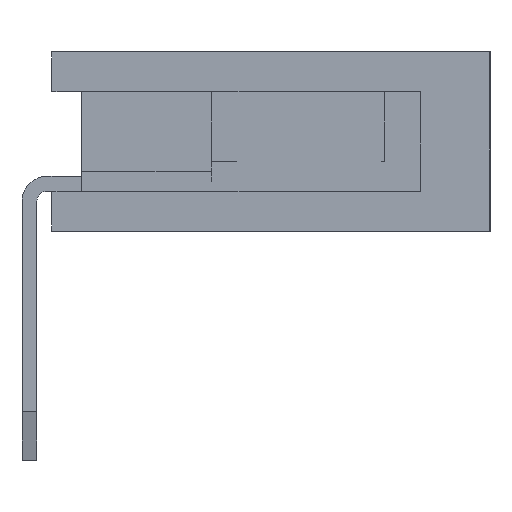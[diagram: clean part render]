
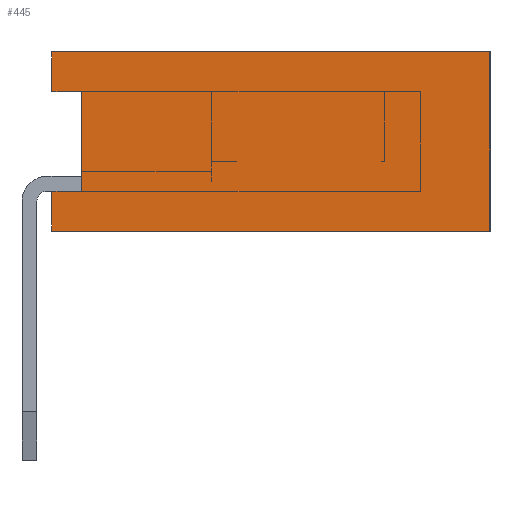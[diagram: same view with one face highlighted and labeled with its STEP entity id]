
A CAD part, left-side view. The second image highlights one B-rep face of the part: STEP entity #445.
In plain terms, the highlighted planar face has unit normal (-1, 0, 0).
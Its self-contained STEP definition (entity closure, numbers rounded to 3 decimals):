
#445=ADVANCED_FACE('',(#17511),#17513,.T.);
#17511=FACE_BOUND('',#17512,.T.);
#17512=EDGE_LOOP('',(#31157,#31158,#31159,#31160,#31161,#31162,#31163,#31164));
#17513=PLANE('',#17514);
#17514=AXIS2_PLACEMENT_3D('',#17515,#17516,#17517);
#17515=CARTESIAN_POINT('',(-0.635,-4.625,0.));
#17516=DIRECTION('',(-1.,0.,0.));
#17517=DIRECTION('',(0.,0.,1.));
#31157=ORIENTED_EDGE('',*,*,#41229,.T.);
#31158=ORIENTED_EDGE('',*,*,#41369,.T.);
#31159=ORIENTED_EDGE('',*,*,#41094,.T.);
#31160=ORIENTED_EDGE('',*,*,#41368,.F.);
#31161=ORIENTED_EDGE('',*,*,#41370,.F.);
#31162=ORIENTED_EDGE('',*,*,#41371,.T.);
#31163=ORIENTED_EDGE('',*,*,#41372,.T.);
#31164=ORIENTED_EDGE('',*,*,#41363,.F.);
#41094=EDGE_CURVE('',#46208,#46205,#46209,.F.);
#41229=EDGE_CURVE('',#46478,#46476,#46479,.F.);
#41363=EDGE_CURVE('',#46478,#46739,#46740,.T.);
#41368=EDGE_CURVE('',#46746,#46205,#46748,.T.);
#41369=EDGE_CURVE('',#46476,#46208,#46749,.T.);
#41370=EDGE_CURVE('',#46750,#46746,#46751,.T.);
#41371=EDGE_CURVE('',#46750,#46752,#46753,.T.);
#41372=EDGE_CURVE('',#46752,#46739,#46754,.T.);
#46205=VERTEX_POINT('',#54597);
#46208=VERTEX_POINT('',#54602);
#46209=LINE('',#54603,#54604);
#46476=VERTEX_POINT('',#55138);
#46478=VERTEX_POINT('',#55142);
#46479=LINE('',#55143,#55144);
#46739=VERTEX_POINT('',#55671);
#46740=LINE('',#55672,#55673);
#46746=VERTEX_POINT('',#55686);
#46748=LINE('',#55690,#55691);
#46749=LINE('',#55693,#55694);
#46750=VERTEX_POINT('',#55696);
#46751=LINE('',#55697,#55698);
#46752=VERTEX_POINT('',#55700);
#46753=LINE('',#55701,#55702);
#46754=LINE('',#55704,#55705);
#54597=CARTESIAN_POINT('',(-0.635,-0.225,0.4));
#54602=CARTESIAN_POINT('',(-0.635,-0.525,0.4));
#54603=CARTESIAN_POINT('',(-0.635,-0.225,0.4));
#54604=VECTOR('',#54605,1.);
#54605=DIRECTION('',(0.,-1.,0.));
#55138=CARTESIAN_POINT('',(-0.635,-0.525,1.4));
#55142=CARTESIAN_POINT('',(-0.635,-0.225,1.4));
#55143=CARTESIAN_POINT('',(-0.635,-0.525,1.4));
#55144=VECTOR('',#55145,1.);
#55145=DIRECTION('',(0.,1.,0.));
#55671=CARTESIAN_POINT('',(-0.635,-0.225,1.8));
#55672=CARTESIAN_POINT('',(-0.635,-0.225,1.4));
#55673=VECTOR('',#55674,1.);
#55674=DIRECTION('',(0.,0.,1.));
#55686=CARTESIAN_POINT('',(-0.635,-0.225,0.));
#55690=CARTESIAN_POINT('',(-0.635,-0.225,0.));
#55691=VECTOR('',#55692,1.);
#55692=DIRECTION('',(0.,0.,1.));
#55693=CARTESIAN_POINT('',(-0.635,-0.525,1.4));
#55694=VECTOR('',#55695,1.);
#55695=DIRECTION('',(0.,0.,-1.));
#55696=CARTESIAN_POINT('',(-0.635,-4.625,0.));
#55697=CARTESIAN_POINT('',(-0.635,-4.625,0.));
#55698=VECTOR('',#55699,1.);
#55699=DIRECTION('',(0.,1.,0.));
#55700=CARTESIAN_POINT('',(-0.635,-4.625,1.8));
#55701=CARTESIAN_POINT('',(-0.635,-4.625,0.));
#55702=VECTOR('',#55703,1.);
#55703=DIRECTION('',(0.,0.,1.));
#55704=CARTESIAN_POINT('',(-0.635,-4.625,1.8));
#55705=VECTOR('',#55706,1.);
#55706=DIRECTION('',(0.,1.,0.));
